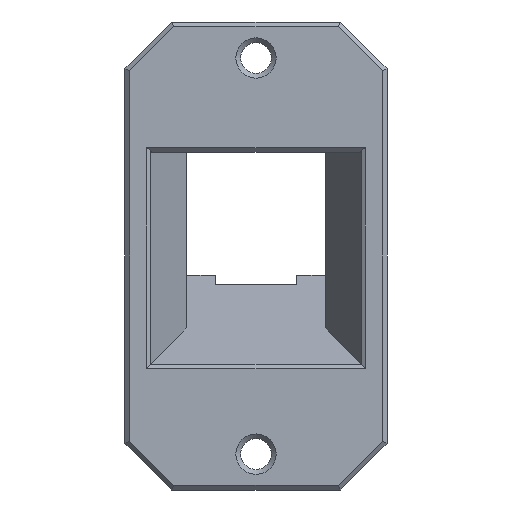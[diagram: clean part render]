
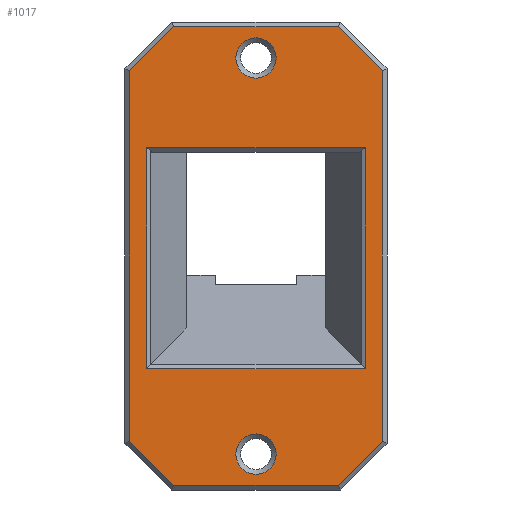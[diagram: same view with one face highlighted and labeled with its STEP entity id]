
A CAD part, front view. The second image highlights one B-rep face of the part: STEP entity #1017.
In plain terms, the highlighted planar face has unit normal (0, -1, 0).
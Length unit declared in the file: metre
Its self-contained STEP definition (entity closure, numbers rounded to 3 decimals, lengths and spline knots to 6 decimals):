
#26=CIRCLE('',#1088,0.00215);
#27=CIRCLE('',#1089,0.00215);
#174=ORIENTED_EDGE('',*,*,#403,.T.);
#175=ORIENTED_EDGE('',*,*,#404,.T.);
#176=ORIENTED_EDGE('',*,*,#405,.T.);
#177=ORIENTED_EDGE('',*,*,#406,.T.);
#178=ORIENTED_EDGE('',*,*,#407,.T.);
#179=ORIENTED_EDGE('',*,*,#408,.T.);
#180=ORIENTED_EDGE('',*,*,#409,.T.);
#181=ORIENTED_EDGE('',*,*,#410,.T.);
#182=ORIENTED_EDGE('',*,*,#411,.T.);
#183=ORIENTED_EDGE('',*,*,#412,.T.);
#184=ORIENTED_EDGE('',*,*,#413,.T.);
#185=ORIENTED_EDGE('',*,*,#414,.T.);
#186=ORIENTED_EDGE('',*,*,#415,.T.);
#187=ORIENTED_EDGE('',*,*,#416,.T.);
#403=EDGE_CURVE('',#518,#518,#26,.F.);
#404=EDGE_CURVE('',#519,#519,#27,.F.);
#405=EDGE_CURVE('',#520,#521,#633,.T.);
#406=EDGE_CURVE('',#521,#522,#634,.T.);
#407=EDGE_CURVE('',#522,#523,#635,.T.);
#408=EDGE_CURVE('',#523,#520,#636,.T.);
#409=EDGE_CURVE('',#524,#525,#637,.T.);
#410=EDGE_CURVE('',#525,#526,#638,.T.);
#411=EDGE_CURVE('',#526,#527,#639,.T.);
#412=EDGE_CURVE('',#527,#528,#640,.T.);
#413=EDGE_CURVE('',#528,#529,#641,.T.);
#414=EDGE_CURVE('',#529,#530,#642,.T.);
#415=EDGE_CURVE('',#530,#531,#643,.T.);
#416=EDGE_CURVE('',#531,#524,#644,.T.);
#518=VERTEX_POINT('',#1568);
#519=VERTEX_POINT('',#1570);
#520=VERTEX_POINT('',#1572);
#521=VERTEX_POINT('',#1573);
#522=VERTEX_POINT('',#1575);
#523=VERTEX_POINT('',#1577);
#524=VERTEX_POINT('',#1580);
#525=VERTEX_POINT('',#1581);
#526=VERTEX_POINT('',#1583);
#527=VERTEX_POINT('',#1585);
#528=VERTEX_POINT('',#1587);
#529=VERTEX_POINT('',#1589);
#530=VERTEX_POINT('',#1591);
#531=VERTEX_POINT('',#1593);
#633=LINE('',#1571,#767);
#634=LINE('',#1574,#768);
#635=LINE('',#1576,#769);
#636=LINE('',#1578,#770);
#637=LINE('',#1579,#771);
#638=LINE('',#1582,#772);
#639=LINE('',#1584,#773);
#640=LINE('',#1586,#774);
#641=LINE('',#1588,#775);
#642=LINE('',#1590,#776);
#643=LINE('',#1592,#777);
#644=LINE('',#1594,#778);
#767=VECTOR('',#1273,1.);
#768=VECTOR('',#1274,1.);
#769=VECTOR('',#1275,1.);
#770=VECTOR('',#1276,1.);
#771=VECTOR('',#1277,1.);
#772=VECTOR('',#1278,1.);
#773=VECTOR('',#1279,1.);
#774=VECTOR('',#1280,1.);
#775=VECTOR('',#1281,1.);
#776=VECTOR('',#1282,1.);
#777=VECTOR('',#1283,1.);
#778=VECTOR('',#1284,1.);
#838=EDGE_LOOP('',(#174));
#839=EDGE_LOOP('',(#175));
#840=EDGE_LOOP('',(#176,#177,#178,#179));
#841=EDGE_LOOP('',(#180,#181,#182,#183,#184,#185,#186,#187));
#904=FACE_BOUND('',#838,.T.);
#905=FACE_BOUND('',#839,.T.);
#906=FACE_BOUND('',#840,.T.);
#907=FACE_BOUND('',#841,.T.);
#966=PLANE('',#1087);
#1017=ADVANCED_FACE('',(#904,#905,#906,#907),#966,.T.);
#1087=AXIS2_PLACEMENT_3D('',#1566,#1267,#1268);
#1088=AXIS2_PLACEMENT_3D('',#1567,#1269,#1270);
#1089=AXIS2_PLACEMENT_3D('',#1569,#1271,#1272);
#1267=DIRECTION('',(0.,-1.,0.));
#1268=DIRECTION('',(1.,0.,0.));
#1269=DIRECTION('',(0.,-1.,0.));
#1270=DIRECTION('',(0.,0.,-1.));
#1271=DIRECTION('',(0.,-1.,0.));
#1272=DIRECTION('',(0.,0.,-1.));
#1273=DIRECTION('',(-1.,0.,0.));
#1274=DIRECTION('',(0.,0.,1.));
#1275=DIRECTION('',(1.,0.,0.));
#1276=DIRECTION('',(0.,0.,-1.));
#1277=DIRECTION('',(-0.707,0.,0.707));
#1278=DIRECTION('',(-1.,0.,0.));
#1279=DIRECTION('',(-0.707,0.,-0.707));
#1280=DIRECTION('',(0.,0.,-1.));
#1281=DIRECTION('',(0.707,0.,-0.707));
#1282=DIRECTION('',(1.,0.,0.));
#1283=DIRECTION('',(0.707,0.,0.707));
#1284=DIRECTION('',(0.,0.,1.));
#1566=CARTESIAN_POINT('',(0.,-0.004,0.));
#1567=CARTESIAN_POINT('',(0.,-0.004,0.021155));
#1568=CARTESIAN_POINT('',(0.,-0.004,0.019005));
#1569=CARTESIAN_POINT('',(0.,-0.004,-0.021166));
#1570=CARTESIAN_POINT('',(0.,-0.004,-0.023316));
#1571=CARTESIAN_POINT('',(-0.0114,-0.004,-0.01202));
#1572=CARTESIAN_POINT('',(0.01169,-0.004,-0.01202));
#1573=CARTESIAN_POINT('',(-0.01169,-0.004,-0.01202));
#1574=CARTESIAN_POINT('',(-0.01169,-0.004,0.));
#1575=CARTESIAN_POINT('',(-0.01169,-0.004,0.011568));
#1576=CARTESIAN_POINT('',(0.0114,-0.004,0.011568));
#1577=CARTESIAN_POINT('',(0.01169,-0.004,0.011568));
#1578=CARTESIAN_POINT('',(0.01169,-0.004,0.));
#1579=CARTESIAN_POINT('',(0.008646,-0.004,0.024646));
#1580=CARTESIAN_POINT('',(0.0135,-0.004,0.019793));
#1581=CARTESIAN_POINT('',(0.008793,-0.004,0.0245));
#1582=CARTESIAN_POINT('',(-0.009,-0.004,0.0245));
#1583=CARTESIAN_POINT('',(-0.008793,-0.004,0.0245));
#1584=CARTESIAN_POINT('',(-0.013646,-0.004,0.019646));
#1585=CARTESIAN_POINT('',(-0.0135,-0.004,0.019793));
#1586=CARTESIAN_POINT('',(-0.0135,-0.004,-0.02));
#1587=CARTESIAN_POINT('',(-0.0135,-0.004,-0.019793));
#1588=CARTESIAN_POINT('',(-0.008646,-0.004,-0.024646));
#1589=CARTESIAN_POINT('',(-0.008793,-0.004,-0.0245));
#1590=CARTESIAN_POINT('',(0.009,-0.004,-0.0245));
#1591=CARTESIAN_POINT('',(0.008793,-0.004,-0.0245));
#1592=CARTESIAN_POINT('',(0.013646,-0.004,-0.019646));
#1593=CARTESIAN_POINT('',(0.0135,-0.004,-0.019793));
#1594=CARTESIAN_POINT('',(0.0135,-0.004,0.));
